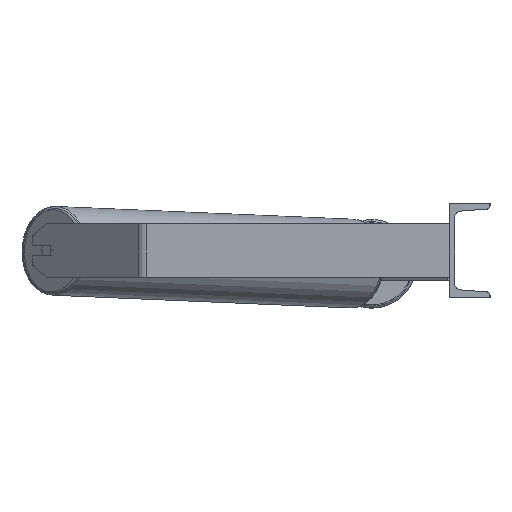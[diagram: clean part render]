
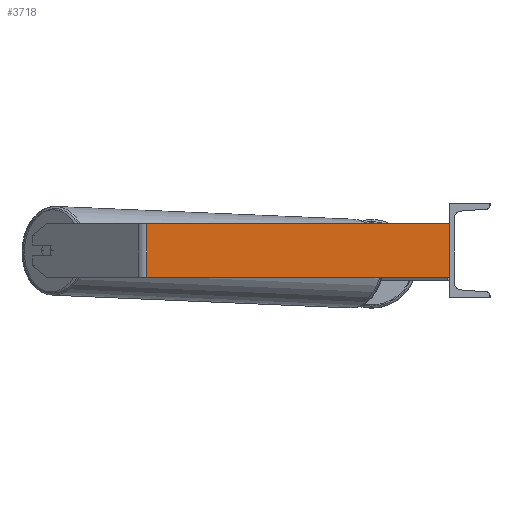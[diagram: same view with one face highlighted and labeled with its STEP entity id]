
A CAD part, left-side view. The second image highlights one B-rep face of the part: STEP entity #3718.
In plain terms, the highlighted planar face has unit normal (-1, 0, 0).
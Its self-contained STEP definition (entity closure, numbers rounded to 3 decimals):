
#16 = DIRECTION ( 'NONE',  ( 0., 0., -1. ) ) ;
#265 = VECTOR ( 'NONE', #7065, 1000. ) ;
#961 = LINE ( 'NONE', #1006, #265 ) ;
#1006 = CARTESIAN_POINT ( 'NONE',  ( -985., 460.937, -40. ) ) ;
#1404 = CARTESIAN_POINT ( 'NONE',  ( -985., 454.31, 40. ) ) ;
#1417 = CARTESIAN_POINT ( 'NONE',  ( -985., 0., 40. ) ) ;
#1777 = VERTEX_POINT ( 'NONE', #4376 ) ;
#1834 = CARTESIAN_POINT ( 'NONE',  ( -985., 0., -40. ) ) ;
#2276 = VECTOR ( 'NONE', #6352, 1000. ) ;
#2410 = EDGE_LOOP ( 'NONE', ( #3999, #5666, #3536, #5873 ) ) ;
#2532 = VECTOR ( 'NONE', #16, 1000. ) ;
#2802 = DIRECTION ( 'NONE',  ( 0., 1., 0. ) ) ;
#2846 = VERTEX_POINT ( 'NONE', #5026 ) ;
#3536 = ORIENTED_EDGE ( 'NONE', *, *, #4754, .F. ) ;
#3666 = EDGE_CURVE ( 'NONE', #1777, #2846, #8476, .T. ) ;
#3718 = ADVANCED_FACE ( 'NONE', ( #4822 ), #4863, .F. ) ;
#3999 = ORIENTED_EDGE ( 'NONE', *, *, #4983, .T. ) ;
#4376 = CARTESIAN_POINT ( 'NONE',  ( -985., 454.31, 40. ) ) ;
#4754 = EDGE_CURVE ( 'NONE', #1777, #8537, #6549, .T. ) ;
#4822 = FACE_OUTER_BOUND ( 'NONE', #2410, .T. ) ;
#4863 = PLANE ( 'NONE',  #4878 ) ;
#4878 = AXIS2_PLACEMENT_3D ( 'NONE', #7113, #6251, #2802 ) ;
#4932 = EDGE_CURVE ( 'NONE', #8537, #6008, #6212, .T. ) ;
#4983 = EDGE_CURVE ( 'NONE', #2846, #6008, #961, .T. ) ;
#5026 = CARTESIAN_POINT ( 'NONE',  ( -985., 454.31, -40. ) ) ;
#5666 = ORIENTED_EDGE ( 'NONE', *, *, #4932, .F. ) ;
#5873 = ORIENTED_EDGE ( 'NONE', *, *, #3666, .T. ) ;
#6008 = VERTEX_POINT ( 'NONE', #1834 ) ;
#6212 = LINE ( 'NONE', #1417, #2276 ) ;
#6251 = DIRECTION ( 'NONE',  ( 1., 0., 0. ) ) ;
#6352 = DIRECTION ( 'NONE',  ( 0., 0., -1. ) ) ;
#6549 = LINE ( 'NONE', #6589, #8240 ) ;
#6589 = CARTESIAN_POINT ( 'NONE',  ( -985., 460.937, 40. ) ) ;
#6899 = CARTESIAN_POINT ( 'NONE',  ( -985., 0., 40. ) ) ;
#7065 = DIRECTION ( 'NONE',  ( 0., -1., 0. ) ) ;
#7113 = CARTESIAN_POINT ( 'NONE',  ( -985., 460.937, 40. ) ) ;
#8240 = VECTOR ( 'NONE', #8634, 1000. ) ;
#8476 = LINE ( 'NONE', #1404, #2532 ) ;
#8537 = VERTEX_POINT ( 'NONE', #6899 ) ;
#8634 = DIRECTION ( 'NONE',  ( 0., -1., 0. ) ) ;
